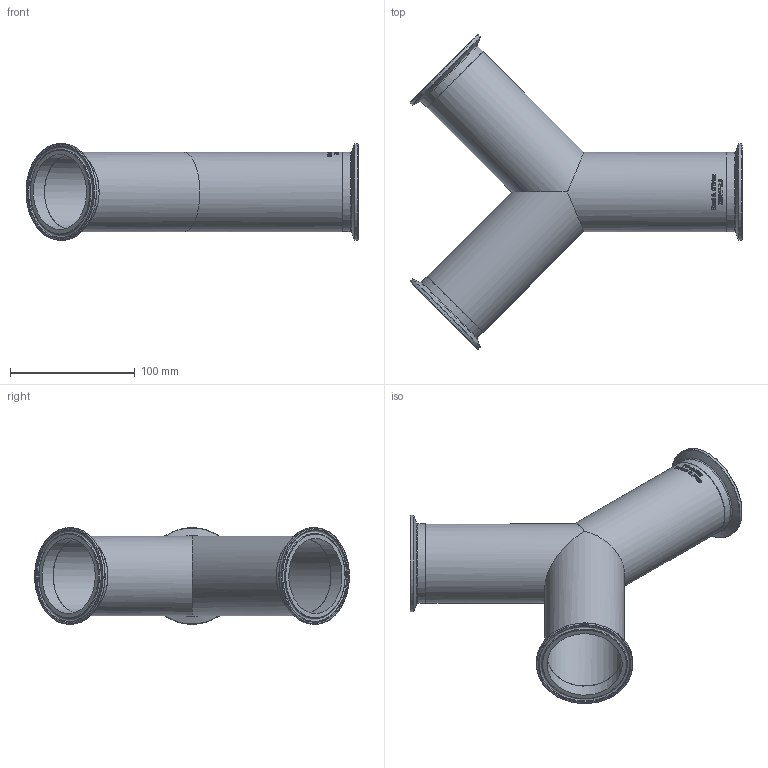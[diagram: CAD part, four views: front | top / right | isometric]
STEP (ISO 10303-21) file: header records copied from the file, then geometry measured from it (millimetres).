
FILE_DESCRIPTION(/* description */ (''),/* implementation_level */ '2;1');
FILE_NAME(/* name */ '28BMP-2.5.stp',/* time_stamp */ '2021-12-21T11:26:02-05:00',/* author */ ('rick'),/* organization */ (''),/* preprocessor_version */ 'ST-DEVELOPER v18.1',/* originating_system */ 'Autodesk Inventor 2020',/* authorisation */ '');
FILE_SCHEMA (('AUTOMOTIVE_DESIGN { 1 0 10303 214 3 1 1 }'));
Length unit declared in the file: inch
Products named in the file (1): 28BMP-2.5
Bounding box: 265.65 x 251.83 x 77.3 mm (x, y, z)
Volume: 139391.3 mm3; surface area: 159248.1 mm2
Topology: 1 solids, 1 shells, 439 faces, 1212 edges, 819 vertices
Faces by surface type: bspline 195, plane 158, cylinder 53, torus 24, cone 9
Full cylindrical faces by diameter (mm): 60.198 x6, 63.5 x6, 77.394 x3
Entity records: 18347 total; most frequent: CARTESIAN_POINT 7974, ORIENTED_EDGE 2424, DIRECTION 1651, EDGE_CURVE 1212, VERTEX_POINT 819, AXIS2_PLACEMENT_3D 584, EDGE_LOOP 487, LINE 483
